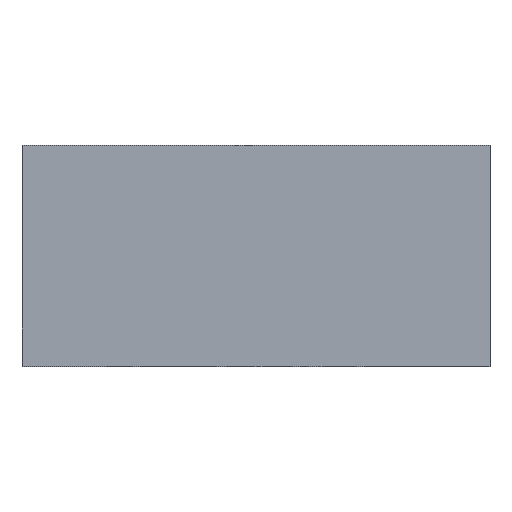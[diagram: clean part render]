
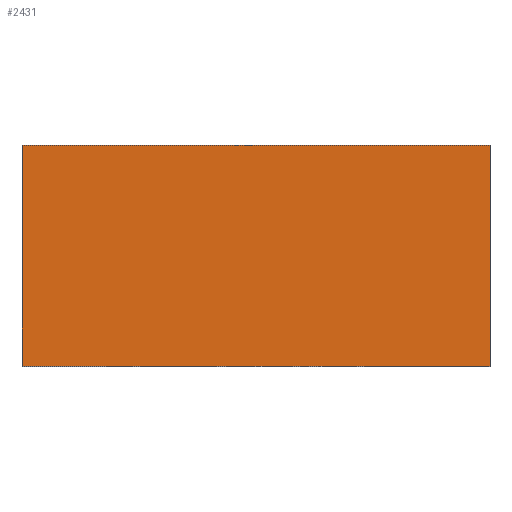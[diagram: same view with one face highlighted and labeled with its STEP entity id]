
A CAD part, top view. The second image highlights one B-rep face of the part: STEP entity #2431.
In plain terms, the highlighted planar face has unit normal (0, 0, 1).
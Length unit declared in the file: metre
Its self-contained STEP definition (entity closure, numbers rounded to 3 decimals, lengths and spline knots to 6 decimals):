
#445=ORIENTED_EDGE('',*,*,#771,.T.);
#446=ORIENTED_EDGE('',*,*,#772,.F.);
#447=ORIENTED_EDGE('',*,*,#773,.F.);
#448=ORIENTED_EDGE('',*,*,#774,.T.);
#771=EDGE_CURVE('',#935,#936,#1128,.T.);
#772=EDGE_CURVE('',#937,#936,#1129,.T.);
#773=EDGE_CURVE('',#938,#937,#1130,.T.);
#774=EDGE_CURVE('',#938,#935,#1131,.T.);
#935=VERTEX_POINT('',#4076);
#936=VERTEX_POINT('',#4077);
#937=VERTEX_POINT('',#4079);
#938=VERTEX_POINT('',#4081);
#1128=LINE('',#4075,#1327);
#1129=LINE('',#4078,#1328);
#1130=LINE('',#4080,#1329);
#1131=LINE('',#4082,#1330);
#1327=VECTOR('',#2885,1.);
#1328=VECTOR('',#2886,1.);
#1329=VECTOR('',#2887,1.);
#1330=VECTOR('',#2888,1.);
#1441=EDGE_LOOP('',(#445,#446,#447,#448));
#1556=FACE_BOUND('',#1441,.T.);
#1642=PLANE('',#2526);
#2431=ADVANCED_FACE('',(#1556),#1642,.F.);
#2526=AXIS2_PLACEMENT_3D('',#4074,#2883,#2884);
#2883=DIRECTION('',(0.,0.,-1.));
#2884=DIRECTION('',(-1.,0.,0.));
#2885=DIRECTION('',(-1.,0.,0.));
#2886=DIRECTION('',(0.,1.,0.));
#2887=DIRECTION('',(-1.,0.,0.));
#2888=DIRECTION('',(0.,1.,0.));
#4074=CARTESIAN_POINT('',(0.008589,-0.00425,0.00725));
#4075=CARTESIAN_POINT('',(0.008589,0.00425,0.00725));
#4076=CARTESIAN_POINT('',(0.008589,0.00425,0.00725));
#4077=CARTESIAN_POINT('',(-0.009411,0.00425,0.00725));
#4078=CARTESIAN_POINT('',(-0.009411,-0.00425,0.00725));
#4079=CARTESIAN_POINT('',(-0.009411,-0.00425,0.00725));
#4080=CARTESIAN_POINT('',(0.008589,-0.00425,0.00725));
#4081=CARTESIAN_POINT('',(0.008589,-0.00425,0.00725));
#4082=CARTESIAN_POINT('',(0.008589,-0.00425,0.00725));
